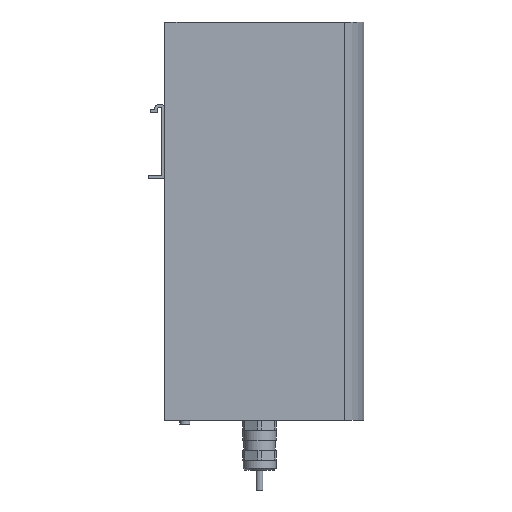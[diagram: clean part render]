
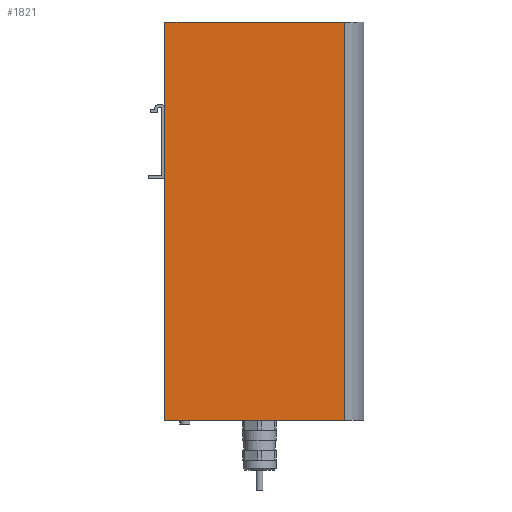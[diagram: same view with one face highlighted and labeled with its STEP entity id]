
A CAD part, front view. The second image highlights one B-rep face of the part: STEP entity #1821.
In plain terms, the highlighted planar face has unit normal (0, -1, 0).
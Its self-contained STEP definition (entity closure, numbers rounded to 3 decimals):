
#561=CARTESIAN_POINT('POINT45',(51.,-30.,240.
   ));
#562=VERTEX_POINT('VERTEX45',#561);
#578=CARTESIAN_POINT('POINT47',(-57.,-30.,240.));
#579=VERTEX_POINT('VERTEX47',#578);
#586=CARTESIAN_POINT('POS70',(-57.,-30.,240.));
#587=DIRECTION('DIR91',(-1.,0.,0.));
#588=VECTOR('VEC49',#587,1.);
#589=LINE('STRAIGHT49',#586,#588);
#590=EDGE_CURVE('EDGE58',#562,#579,#589,.T.);
#1720=CARTESIAN_POINT('POINT121',(51.,-30.,
   0.));
#1721=VERTEX_POINT('VERTEX121',#1720);
#1722=CARTESIAN_POINT('POS206',(51.,-30.,0.
   ));
#1723=DIRECTION('DIR261',(0.,0.,1.));
#1724=VECTOR('VEC151',#1723,1.);
#1725=LINE('STRAIGHT151',#1722,#1724);
#1726=EDGE_CURVE('EDGE169',#1721,#562,#1725,.T.);
#1783=CARTESIAN_POINT('POINT124',(-57.,-30.,0.));
#1784=VERTEX_POINT('VERTEX124',#1783);
#1791=CARTESIAN_POINT('POS214',(-57.,-30.,0.));
#1792=DIRECTION('DIR272',(0.,0.,1.));
#1793=VECTOR('VEC156',#1792,1.);
#1794=LINE('STRAIGHT156',#1791,#1793);
#1795=EDGE_CURVE('EDGE175',#1784,#579,#1794,.T.);
#1805=ORIENTED_EDGE('COEDGE281',*,*,#590,.T.);
#1806=ORIENTED_EDGE('COEDGE282',*,*,#1795,.F.);
#1807=CARTESIAN_POINT('POS216',(-57.,-30.,0.));
#1808=DIRECTION('DIR275',(1.,0.,0.));
#1809=VECTOR('VEC157',#1808,1.);
#1810=LINE('STRAIGHT157',#1807,#1809);
#1811=EDGE_CURVE('EDGE176',#1784,#1721,#1810,.T.);
#1812=ORIENTED_EDGE('COEDGE283',*,*,#1811,.T.);
#1813=ORIENTED_EDGE('COEDGE284',*,*,#1726,.T.);
#1814=EDGE_LOOP('NONE',(#1805,#1806,#1812,#1813));
#1815=FACE_BOUND('LOOP1',#1814,.T.);
#1816=CARTESIAN_POINT('POS217',(51.,-30.,0.
   ));
#1817=DIRECTION('DIR276',(0.,-1.,0.));
#1818=DIRECTION('DIR277',(1.,0.,0.));
#1819=AXIS2_PLACEMENT_3D('AXIS60',#1816,#1817,#1818);
#1820=PLANE('PLANE47',#1819);
#1821=ADVANCED_FACE('FACE53',(#1815),#1820,.T.);
